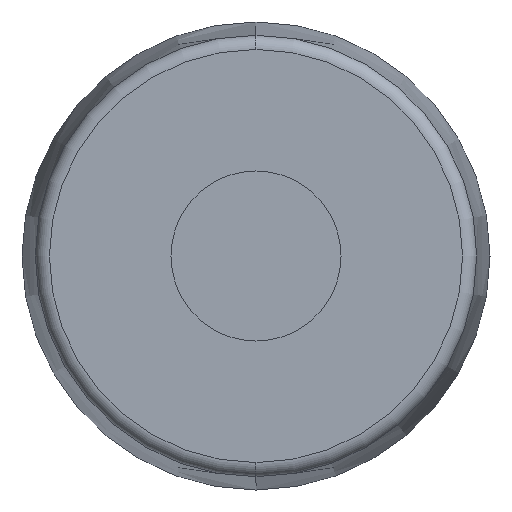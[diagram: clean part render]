
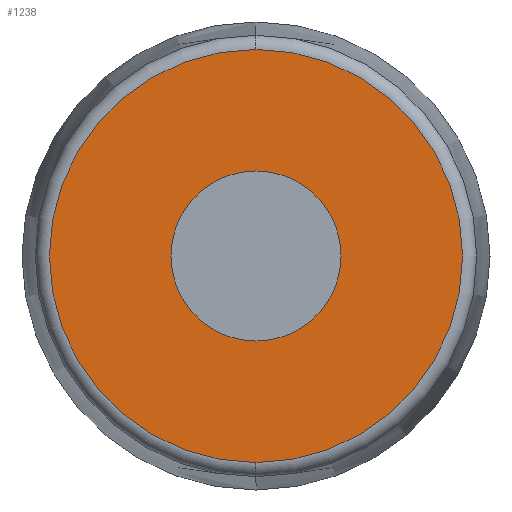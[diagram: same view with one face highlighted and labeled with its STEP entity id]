
A CAD part, left-side view. The second image highlights one B-rep face of the part: STEP entity #1238.
In plain terms, the highlighted planar face has unit normal (-1, 0, 0).
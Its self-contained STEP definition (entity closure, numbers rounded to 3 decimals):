
#32 = CARTESIAN_POINT ( 'NONE',  ( 0., 6., 0. ) ) ;
#107 = ORIENTED_EDGE ( 'NONE', *, *, #1253, .T. ) ;
#120 = ORIENTED_EDGE ( 'NONE', *, *, #808, .F. ) ;
#234 = DIRECTION ( 'NONE',  ( 0., 0., -1. ) ) ;
#285 = CARTESIAN_POINT ( 'NONE',  ( 0., 0., -6. ) ) ;
#385 = DIRECTION ( 'NONE',  ( -1., 0., 0. ) ) ;
#513 = EDGE_CURVE ( 'NONE', #797, #621, #1838, .T. ) ;
#519 = CIRCLE ( 'NONE', #951, 14.564 ) ;
#555 = AXIS2_PLACEMENT_3D ( 'NONE', #32, #770, #626 ) ;
#571 = ORIENTED_EDGE ( 'NONE', *, *, #1564, .T. ) ;
#618 = CARTESIAN_POINT ( 'NONE',  ( 0., 0., 0. ) ) ;
#621 = VERTEX_POINT ( 'NONE', #986 ) ;
#626 = DIRECTION ( 'NONE',  ( 0., 0., -1. ) ) ;
#705 = DIRECTION ( 'NONE',  ( -1., 0., 0. ) ) ;
#724 = AXIS2_PLACEMENT_3D ( 'NONE', #618, #1187, #1610 ) ;
#770 = DIRECTION ( 'NONE',  ( 1., 0., 0. ) ) ;
#797 = VERTEX_POINT ( 'NONE', #285 ) ;
#808 = EDGE_CURVE ( 'NONE', #621, #797, #820, .T. ) ;
#820 = CIRCLE ( 'NONE', #1221, 6. ) ;
#824 = CARTESIAN_POINT ( 'NONE',  ( 0., 0., 0. ) ) ;
#904 = FACE_OUTER_BOUND ( 'NONE', #1161, .T. ) ;
#951 = AXIS2_PLACEMENT_3D ( 'NONE', #1509, #1782, #234 ) ;
#959 = VERTEX_POINT ( 'NONE', #1332 ) ;
#986 = CARTESIAN_POINT ( 'NONE',  ( 0., 0., 6. ) ) ;
#1009 = VERTEX_POINT ( 'NONE', #1756 ) ;
#1048 = PLANE ( 'NONE',  #555 ) ;
#1081 = FACE_BOUND ( 'NONE', #1559, .T. ) ;
#1161 = EDGE_LOOP ( 'NONE', ( #107, #571 ) ) ;
#1187 = DIRECTION ( 'NONE',  ( -1., 0., 0. ) ) ;
#1221 = AXIS2_PLACEMENT_3D ( 'NONE', #1545, #705, #1421 ) ;
#1238 = ADVANCED_FACE ( 'NONE', ( #904, #1081 ), #1048, .F. ) ;
#1253 = EDGE_CURVE ( 'NONE', #959, #1009, #1555, .T. ) ;
#1254 = ORIENTED_EDGE ( 'NONE', *, *, #513, .F. ) ;
#1332 = CARTESIAN_POINT ( 'NONE',  ( 0., 0., -14.564 ) ) ;
#1421 = DIRECTION ( 'NONE',  ( 0., 0., 1. ) ) ;
#1509 = CARTESIAN_POINT ( 'NONE',  ( 0., 0., 0. ) ) ;
#1544 = AXIS2_PLACEMENT_3D ( 'NONE', #824, #385, #1801 ) ;
#1545 = CARTESIAN_POINT ( 'NONE',  ( 0., 0., 0. ) ) ;
#1555 = CIRCLE ( 'NONE', #724, 14.564 ) ;
#1559 = EDGE_LOOP ( 'NONE', ( #120, #1254 ) ) ;
#1564 = EDGE_CURVE ( 'NONE', #1009, #959, #519, .T. ) ;
#1610 = DIRECTION ( 'NONE',  ( 0., 0., -1. ) ) ;
#1756 = CARTESIAN_POINT ( 'NONE',  ( 0., 0., 14.564 ) ) ;
#1782 = DIRECTION ( 'NONE',  ( -1., 0., 0. ) ) ;
#1801 = DIRECTION ( 'NONE',  ( 0., 0., 1. ) ) ;
#1838 = CIRCLE ( 'NONE', #1544, 6. ) ;
